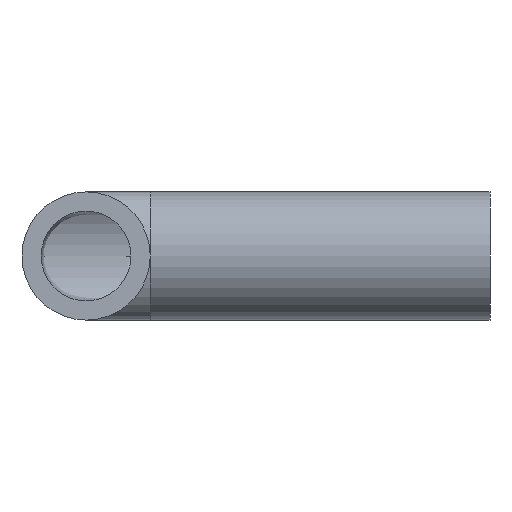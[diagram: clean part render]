
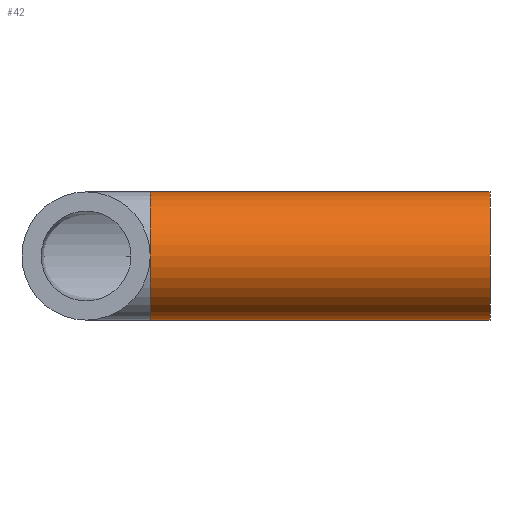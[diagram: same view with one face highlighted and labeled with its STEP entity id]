
A CAD part, front view. The second image highlights one B-rep face of the part: STEP entity #42.
In plain terms, the highlighted cylindrical face has radius 10 mm (diameter 20 mm), a partial arc.
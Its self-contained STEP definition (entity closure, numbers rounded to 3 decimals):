
#10 = ORIENTED_EDGE ( 'NONE', *, *, #445, .F. ) ;
#14 = ORIENTED_EDGE ( 'NONE', *, *, #383, .F. ) ;
#22 = DIRECTION ( 'NONE',  ( 0., 0., -1. ) ) ;
#34 = DIRECTION ( 'NONE',  ( 1., 0., 0. ) ) ;
#42 = ADVANCED_FACE ( 'NONE', ( #387 ), #57, .T. ) ;
#57 = CYLINDRICAL_SURFACE ( 'NONE', #324, 10. ) ;
#71 = DIRECTION ( 'NONE',  ( 0., 0., 1. ) ) ;
#83 = DIRECTION ( 'NONE',  ( 0., 0., 1. ) ) ;
#90 = VERTEX_POINT ( 'NONE', #141 ) ;
#114 = LINE ( 'NONE', #257, #171 ) ;
#141 = CARTESIAN_POINT ( 'NONE',  ( 63., 63., -10. ) ) ;
#144 = CIRCLE ( 'NONE', #408, 10. ) ;
#146 = DIRECTION ( 'NONE',  ( 1., 0., 0. ) ) ;
#152 = AXIS2_PLACEMENT_3D ( 'NONE', #295, #412, #83 ) ;
#171 = VECTOR ( 'NONE', #401, 1000. ) ;
#180 = AXIS2_PLACEMENT_3D ( 'NONE', #254, #399, #71 ) ;
#187 = EDGE_CURVE ( 'NONE', #335, #90, #114, .T. ) ;
#206 = CARTESIAN_POINT ( 'NONE',  ( 10., 63., 0. ) ) ;
#216 = EDGE_CURVE ( 'NONE', #226, #423, #354, .T. ) ;
#218 = LINE ( 'NONE', #366, #450 ) ;
#226 = VERTEX_POINT ( 'NONE', #312 ) ;
#254 = CARTESIAN_POINT ( 'NONE',  ( 10., 63., 0. ) ) ;
#257 = CARTESIAN_POINT ( 'NONE',  ( 10., 63., -10. ) ) ;
#288 = DIRECTION ( 'NONE',  ( 0., 0., 1. ) ) ;
#295 = CARTESIAN_POINT ( 'NONE',  ( 10., 63., 0. ) ) ;
#297 = ORIENTED_EDGE ( 'NONE', *, *, #438, .T. ) ;
#312 = CARTESIAN_POINT ( 'NONE',  ( 10., 63., 10. ) ) ;
#324 = AXIS2_PLACEMENT_3D ( 'NONE', #206, #355, #22 ) ;
#329 = CARTESIAN_POINT ( 'NONE',  ( 63., 63., 10. ) ) ;
#335 = VERTEX_POINT ( 'NONE', #391 ) ;
#341 = EDGE_LOOP ( 'NONE', ( #10, #421, #297, #414, #14 ) ) ;
#354 = CIRCLE ( 'NONE', #152, 10. ) ;
#355 = DIRECTION ( 'NONE',  ( 1., 0., 0. ) ) ;
#366 = CARTESIAN_POINT ( 'NONE',  ( 10., 63., 10. ) ) ;
#382 = CIRCLE ( 'NONE', #180, 10. ) ;
#383 = EDGE_CURVE ( 'NONE', #419, #90, #144, .T. ) ;
#387 = FACE_OUTER_BOUND ( 'NONE', #341, .T. ) ;
#391 = CARTESIAN_POINT ( 'NONE',  ( 10., 63., -10. ) ) ;
#399 = DIRECTION ( 'NONE',  ( 1., 0., 0. ) ) ;
#401 = DIRECTION ( 'NONE',  ( 1., 0., 0. ) ) ;
#408 = AXIS2_PLACEMENT_3D ( 'NONE', #479, #146, #288 ) ;
#412 = DIRECTION ( 'NONE',  ( 1., 0., 0. ) ) ;
#414 = ORIENTED_EDGE ( 'NONE', *, *, #187, .T. ) ;
#419 = VERTEX_POINT ( 'NONE', #329 ) ;
#421 = ORIENTED_EDGE ( 'NONE', *, *, #216, .T. ) ;
#423 = VERTEX_POINT ( 'NONE', #440 ) ;
#438 = EDGE_CURVE ( 'NONE', #423, #335, #382, .T. ) ;
#440 = CARTESIAN_POINT ( 'NONE',  ( 10., 53., 0. ) ) ;
#445 = EDGE_CURVE ( 'NONE', #226, #419, #218, .T. ) ;
#450 = VECTOR ( 'NONE', #34, 1000. ) ;
#479 = CARTESIAN_POINT ( 'NONE',  ( 63., 63., 0. ) ) ;
